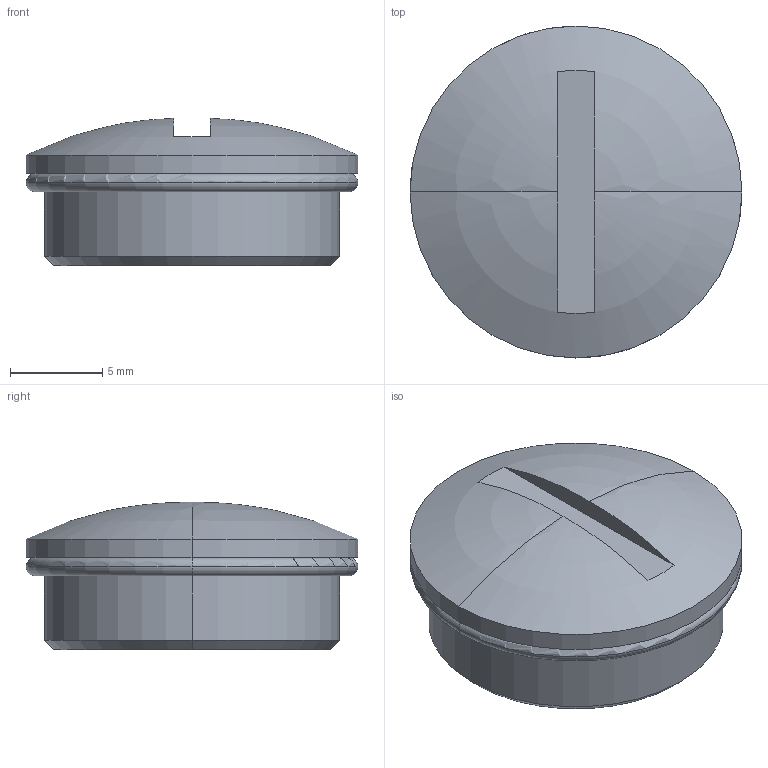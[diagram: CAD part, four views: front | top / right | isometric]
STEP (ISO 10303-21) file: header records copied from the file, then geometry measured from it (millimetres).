
FILE_DESCRIPTION(('CATIA V5R24 STEP','CAx-IF Rec.Pracs.--- Model Styling and Organization---1.2---2011-12-15'),'2;1');
FILE_NAME ('D1455975_0_1777730000_1777730000.stp','2018-04-03T09:55:07+00:00',('none'),('Weidmueller'),'CATIA Version 5-6 Release 2014 SP4 HF52','CATIA V5 STEP AP214','none');
FILE_SCHEMA(('AUTOMOTIVE_DESIGN { 1 0 10303 214 1 1 1 1 }'));
Length unit declared in the file: millimetre
Products named in the file (1): 1777730000_VP_M16-MS65
Bounding box: 18 x 18 x 7.99 mm (x, y, z)
Volume: 980.7 mm3; surface area: 1188.9 mm2
Topology: 2 solids, 2 shells, 25 faces, 51 edges, 31 vertices
Faces by surface type: cylinder 8, torus 8, plane 7, cone 2
Entity records: 765 total; most frequent: CARTESIAN_POINT 239, ORIENTED_EDGE 102, DIRECTION 83, AXIS2_PLACEMENT_3D 52, EDGE_CURVE 51, CIRCLE 31, VERTEX_POINT 31, EDGE_LOOP 28
